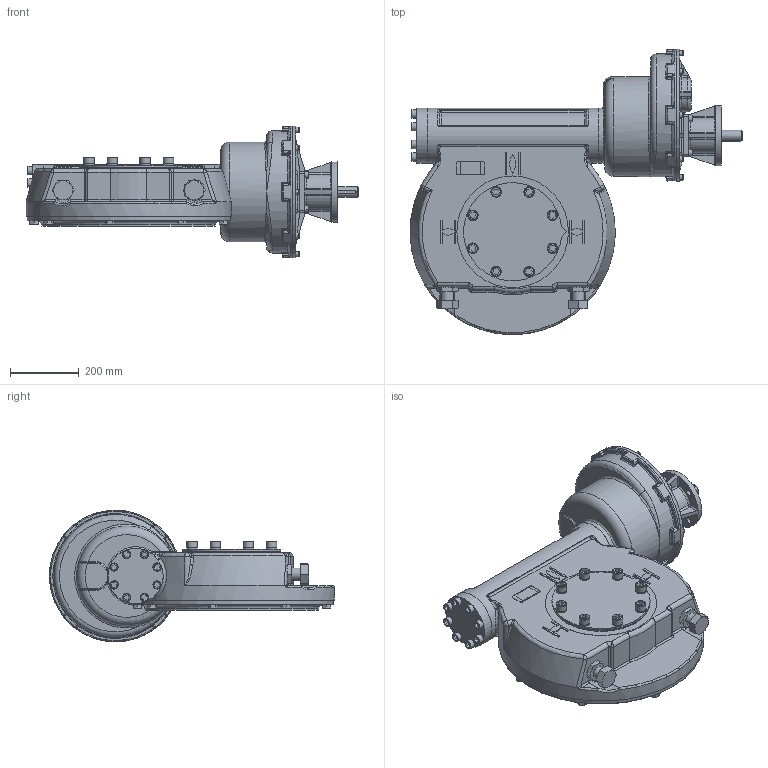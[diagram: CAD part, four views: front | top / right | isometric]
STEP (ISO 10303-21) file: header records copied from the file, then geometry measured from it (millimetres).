
FILE_DESCRIPTION(/* description */ ('Unknown'),/* implementation_level */ '2;1');
FILE_NAME(/* name */ 'PUB-IW9FBIR3-F14-F30',/* time_stamp */ '2016-07-05T15:26:33+01:00',/* author */ ('Unknown'),/* organization */ ('Unknown'),/* preprocessor_version */ 'ST-DEVELOPER v16',/* originating_system */ 'DEX',/* authorisation */ $);
FILE_SCHEMA (('AUTOMOTIVE_DESIGN {1 0 10303 214 3 1 1}'));
Products named in the file (1): PUB-IW9FBIR3-F14-F30
Bounding box: 963.73 x 827.45 x 382 mm (x, y, z)
Surface area: 1861379.9 mm2 (no closed solid volume)
Topology: 0 solids, 75 shells, 1177 faces, 3147 edges, 1973 vertices
Faces by surface type: plane 503, cylinder 254, bspline 131, cone 128, torus 105, sphere 56
Full cylindrical faces by diameter (mm): 16 x8, 16.5 x12, 17.294 x8, 18 x4, 24 x8, 30 x9, 30.7 x8, 36 x2, 50 x1, 100 x1, 160 x3, 175 x1, 220 x1, 280 x1, 290 x1, 324 x1, 356 x1, 382 x2
Entity records: 53341 total; most frequent: CARTESIAN_POINT 25160, DIRECTION 5261, ORIENTED_EDGE 5243, EDGE_CURVE 2879, AXIS2_PLACEMENT_3D 2034, VERTEX_POINT 1916, FACE_BOUND 1463, EDGE_LOOP 1455
